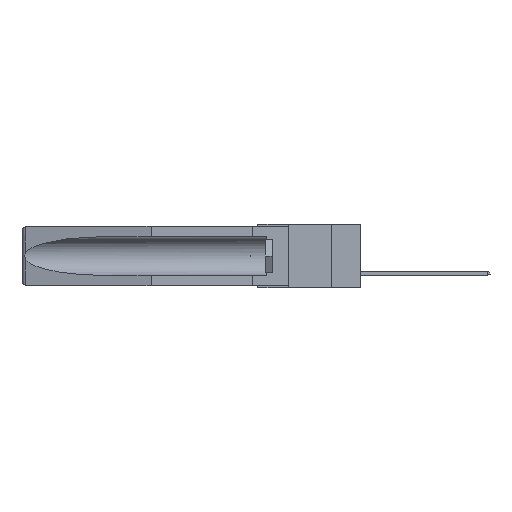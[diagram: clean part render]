
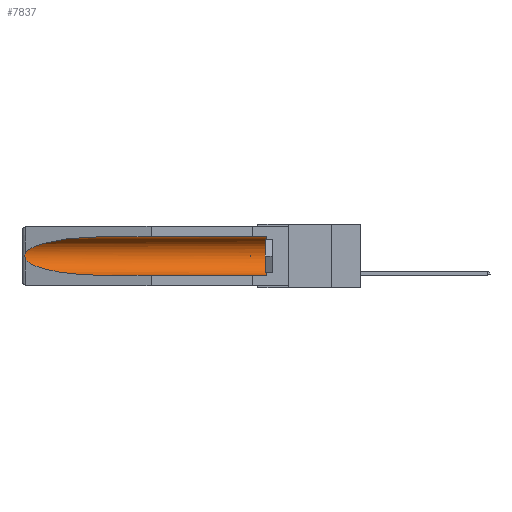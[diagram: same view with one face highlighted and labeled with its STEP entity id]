
A CAD part, left-side view. The second image highlights one B-rep face of the part: STEP entity #7837.
In plain terms, the highlighted cylindrical face has radius 2.857 mm (diameter 5.715 mm), a partial arc.
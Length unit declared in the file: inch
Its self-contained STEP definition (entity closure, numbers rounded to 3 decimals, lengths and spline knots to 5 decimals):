
#943 = DIRECTION ( 'NONE',  ( 0., 1., 0. ) ) ;
#991 = ORIENTED_EDGE ( 'NONE', *, *, #15604, .T. ) ;
#1722 = VECTOR ( 'NONE', #943, 39.37008 ) ;
#1934 = VECTOR ( 'NONE', #14881, 39.37008 ) ;
#1985 = EDGE_CURVE ( 'NONE', #2634, #8366, #5669, .T. ) ;
#2281 =( BOUNDED_CURVE ( )  B_SPLINE_CURVE ( 3, ( #14628, #32746, #4311, #22413 ),
 .UNSPECIFIED., .F., .F. ) 
 B_SPLINE_CURVE_WITH_KNOTS ( ( 4, 4 ),
 ( 4.71239, 6.08839 ),
 .UNSPECIFIED. ) 
 CURVE ( )  GEOMETRIC_REPRESENTATION_ITEM ( )  RATIONAL_B_SPLINE_CURVE ( ( 1., 0.848, 0.848, 1. ) ) 
 REPRESENTATION_ITEM ( '' )  );
#2634 = VERTEX_POINT ( 'NONE', #8847 ) ;
#3575 = CIRCLE ( 'NONE', #33571, 0.1125 ) ;
#4311 = CARTESIAN_POINT ( 'NONE',  ( 0.25451, 1.48313, -0.09465 ) ) ;
#4919 = CYLINDRICAL_SURFACE ( 'NONE', #31856, 0.1125 ) ;
#5320 = FACE_OUTER_BOUND ( 'NONE', #8884, .T. ) ;
#5669 = B_SPLINE_CURVE_WITH_KNOTS ( 'NONE', 3,
 ( #15372, #22695, #12857, #33254, #17732, #10233, #28047, #33372, #33491, #25530 ),
 .UNSPECIFIED., .F., .F.,
 ( 4, 2, 2, 2, 4 ),
 ( 0., 0.00029, 0.00058, 0.00087, 0.00117 ),
 .UNSPECIFIED. ) ;
#6847 = DIRECTION ( 'NONE',  ( 0., 1., 0. ) ) ;
#7837 = ADVANCED_FACE ( 'NONE', ( #5320 ), #4919, .F. ) ;
#7898 = VERTEX_POINT ( 'NONE', #20582 ) ;
#8366 = VERTEX_POINT ( 'NONE', #27318 ) ;
#8847 = CARTESIAN_POINT ( 'NONE',  ( 0.26537, 1.52718, -0.14972 ) ) ;
#8884 = EDGE_LOOP ( 'NONE', ( #991, #19253, #28714, #19213, #20625, #9757 ) ) ;
#9379 = CARTESIAN_POINT ( 'NONE',  ( 0.155, 1.07973, -0.284 ) ) ;
#9757 = ORIENTED_EDGE ( 'NONE', *, *, #18694, .T. ) ;
#10233 = CARTESIAN_POINT ( 'NONE',  ( 0.2675, 1.53308, -0.17534 ) ) ;
#10551 = VERTEX_POINT ( 'NONE', #21554 ) ;
#12857 = CARTESIAN_POINT ( 'NONE',  ( 0.26654, 1.53092, -0.15636 ) ) ;
#14628 = CARTESIAN_POINT ( 'NONE',  ( 0.155, 1.07973, -0.059 ) ) ;
#14881 = DIRECTION ( 'NONE',  ( 0., 1., 0. ) ) ;
#14939 = LINE ( 'NONE', #28247, #1934 ) ;
#15372 = CARTESIAN_POINT ( 'NONE',  ( 0.26537, 1.52718, -0.14972 ) ) ;
#15527 = VERTEX_POINT ( 'NONE', #27764 ) ;
#15604 = EDGE_CURVE ( 'NONE', #15527, #2634, #2281, .T. ) ;
#16241 = DIRECTION ( 'NONE',  ( 0., -1., 0. ) ) ;
#16950 = CARTESIAN_POINT ( 'NONE',  ( 0.155, -0.30754, -0.059 ) ) ;
#17732 = CARTESIAN_POINT ( 'NONE',  ( 0.2675, 1.53308, -0.16763 ) ) ;
#18694 = EDGE_CURVE ( 'NONE', #25283, #15527, #29710, .T. ) ;
#19213 = ORIENTED_EDGE ( 'NONE', *, *, #24756, .F. ) ;
#19253 = ORIENTED_EDGE ( 'NONE', *, *, #1985, .T. ) ;
#19808 = CARTESIAN_POINT ( 'NONE',  ( 0.25451, 1.48313, -0.24835 ) ) ;
#20582 = CARTESIAN_POINT ( 'NONE',  ( 0.155, 0.126, -0.284 ) ) ;
#20625 = ORIENTED_EDGE ( 'NONE', *, *, #21000, .T. ) ;
#20867 = DIRECTION ( 'NONE',  ( 0., 0., 1. ) ) ;
#21000 = EDGE_CURVE ( 'NONE', #7898, #25283, #3575, .T. ) ;
#21554 = CARTESIAN_POINT ( 'NONE',  ( 0.155, 1.07973, -0.284 ) ) ;
#22269 = CARTESIAN_POINT ( 'NONE',  ( 0.26537, 1.52718, -0.19328 ) ) ;
#22413 = CARTESIAN_POINT ( 'NONE',  ( 0.26537, 1.52718, -0.14972 ) ) ;
#22695 = CARTESIAN_POINT ( 'NONE',  ( 0.26597, 1.52961, -0.15275 ) ) ;
#23681 = CARTESIAN_POINT ( 'NONE',  ( 0.155, 0.126, -0.1715 ) ) ;
#24756 = EDGE_CURVE ( 'NONE', #7898, #10551, #14939, .T. ) ;
#24877 = CARTESIAN_POINT ( 'NONE',  ( 0.21114, 1.30732, -0.284 ) ) ;
#25283 = VERTEX_POINT ( 'NONE', #32845 ) ;
#25530 = CARTESIAN_POINT ( 'NONE',  ( 0.26537, 1.52718, -0.19328 ) ) ;
#27318 = CARTESIAN_POINT ( 'NONE',  ( 0.26537, 1.52718, -0.19328 ) ) ;
#27764 = CARTESIAN_POINT ( 'NONE',  ( 0.155, 1.07973, -0.059 ) ) ;
#27886 = DIRECTION ( 'NONE',  ( 0., 0., 1. ) ) ;
#28047 = CARTESIAN_POINT ( 'NONE',  ( 0.2673, 1.53269, -0.17917 ) ) ;
#28247 = CARTESIAN_POINT ( 'NONE',  ( 0.155, -0.30754, -0.284 ) ) ;
#28714 = ORIENTED_EDGE ( 'NONE', *, *, #31788, .T. ) ;
#28920 =( BOUNDED_CURVE ( )  B_SPLINE_CURVE ( 3, ( #22269, #19808, #24877, #9379 ),
 .UNSPECIFIED., .F., .F. ) 
 B_SPLINE_CURVE_WITH_KNOTS ( ( 4, 4 ),
 ( 0.1948, 1.5708 ),
 .UNSPECIFIED. ) 
 CURVE ( )  GEOMETRIC_REPRESENTATION_ITEM ( )  RATIONAL_B_SPLINE_CURVE ( ( 1., 0.848, 0.848, 1. ) ) 
 REPRESENTATION_ITEM ( '' )  );
#29710 = LINE ( 'NONE', #16950, #1722 ) ;
#30253 = CARTESIAN_POINT ( 'NONE',  ( 0.155, -0.30754, -0.1715 ) ) ;
#31788 = EDGE_CURVE ( 'NONE', #8366, #10551, #28920, .T. ) ;
#31856 = AXIS2_PLACEMENT_3D ( 'NONE', #30253, #6847, #27886 ) ;
#32746 = CARTESIAN_POINT ( 'NONE',  ( 0.21114, 1.30732, -0.059 ) ) ;
#32845 = CARTESIAN_POINT ( 'NONE',  ( 0.155, 0.126, -0.059 ) ) ;
#33254 = CARTESIAN_POINT ( 'NONE',  ( 0.2673, 1.5327, -0.16383 ) ) ;
#33372 = CARTESIAN_POINT ( 'NONE',  ( 0.26655, 1.53094, -0.18657 ) ) ;
#33491 = CARTESIAN_POINT ( 'NONE',  ( 0.26597, 1.5296, -0.19026 ) ) ;
#33571 = AXIS2_PLACEMENT_3D ( 'NONE', #23681, #16241, #20867 ) ;
